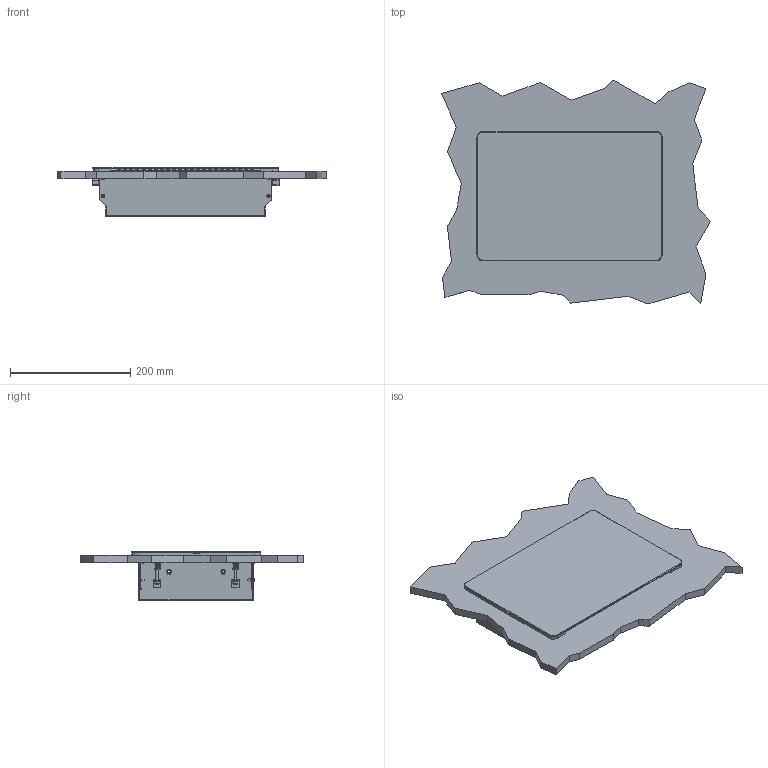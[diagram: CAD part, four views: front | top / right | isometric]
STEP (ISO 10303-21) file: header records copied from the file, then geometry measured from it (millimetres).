
FILE_DESCRIPTION(/* description */ (''),/* implementation_level */ '2;1');
FILE_NAME(/* name */ '2904067_3D.stp',/* time_stamp */ '2018-01-12T07:30:22+01:00',/* author */ ('haertel'),/* organization */ (''),/* preprocessor_version */ 'ST-DEVELOPER v16.5',/* originating_system */ 'Autodesk Inventor 2017',/* authorisation */ '');
FILE_SCHEMA (('AUTOMOTIVE_DESIGN { 1 0 10303 214 3 1 1 }'));
Products named in the file (36): 2904067_3D; Hohlwandplatte_P-7.0_3D; 2904067-Baugruppe-2_3D; Einputzrahmen_Version-3; Variante-2_Hohlwand-Einbaurahmen_1,5mm_P-PC-15_3D; KVT SO-M5-6; KVT FHL-M4-12 ; SHR S M4X50 DIN965; MU_M4_6KT_DIN985_3DSYM PART1; 1011232_3D; Zugentlastung_3D; Zugentlastung; HUG-6288-1496; DIN 466-Rändelmutter; Seitenblende-R; SHR S B2,9x6,5 DIN ISO 7050; Technoprofil-1610825; SHB_FCH_4,3_DIN6798_3DSYM; SHB_U_4_3_DIN125_3DSYM PART1; DIN 439 - M4; Festo-PUN-4x0,75; 2904067-Baugruppe-1_3D; Variante-2_Displayrahmen_P-PC-15_3D; Variante-2_Displayrahmen_P-PC-15_3D_1; BLINT 7337A 3,0x6-für 4mm Stärke_3Dsym; FHL_M3_15_3D; Frontplatte__P-PC-15; Frontplatte_Panel-PC; Touch-FP-DUMMY-Kleberahmen-ohne Innenteil; Touch-FP-DUMMY-Bedruckung; Abstandsrolle  ø3,4,ø6, L=7_3Dsym; MU_M3_6KT_DIN 985; Halteplatte10.1_3D; Halteplatte10.1_3D_1; -ETML1010G0DKAK0; 1011300_3D
Assembly tree (84 placements, depth 4):
  2904067_3D
    Hohlwandplatte_P-7.0_3D
    2904067-Baugruppe-2_3D
      Einputzrahmen_Version-3
        Variante-2_Hohlwand-Einbaurahmen_1,5mm_P-PC-15_3D
        KVT SO-M5-6  x4
        BLINT 7337A 3,0x6-für 4mm Stärke_3Dsym  x8
        KVT FHL-M4-12   x2
      SHR S M4X50 DIN965  x4
      SHB_U_4_3_DIN125_3DSYM PART1  x5
      MU_M4_6KT_DIN985_3DSYM PART1  x4
      1011232_3D  x4
      Zugentlastung_3D
        Zugentlastung
      HUG-6288-1496
      DIN 466-Rändelmutter
      Seitenblende-R  x2
      SHR S B2,9x6,5 DIN ISO 7050  x4
      Technoprofil-1610825
      SHB_FCH_4,3_DIN6798_3DSYM
      DIN 439 - M4
      Festo-PUN-4x0,75  x4
    2904067-Baugruppe-1_3D
      Variante-2_Displayrahmen_P-PC-15_3D
        Variante-2_Displayrahmen_P-PC-15_3D_1
        BLINT 7337A 3,0x6-für 4mm Stärke_3Dsym  x8
        FHL_M3_15_3D  x4
      Frontplatte__P-PC-15
        Frontplatte_Panel-PC
      Touch-FP-DUMMY-Kleberahmen-ohne Innenteil
      Touch-FP-DUMMY-Bedruckung
      Abstandsrolle  ø3,4,ø6, L=7_3Dsym  x4
      MU_M3_6KT_DIN 985  x4
      Halteplatte10.1_3D
        Halteplatte10.1_3D_1
      -ETML1010G0DKAK0
      1011300_3D  x2
Bounding box: 446.95 x 372.03 x 82.5 mm (x, y, z)
Volume: 1928017.7 mm3; surface area: 1536572.7 mm2
Topology: 116 solids, 116 shells, 4270 faces, 11328 edges, 7239 vertices
Faces by surface type: plane 3166, cylinder 691, cone 189, bspline 112, torus 96, sphere 16
Full cylindrical faces by diameter (mm): 0.25 x4, 1 x16, 2.459 x4, 2.5 x4, 2.7 x4, 2.9 x4, 3 x24, 3.1 x48, 3.242 x6, 3.4 x4, 3.422 x4, 3.5 x8, 3.571 x4, 3.6 x2, 3.65 x4, 4 x18, 4.134 x4, 4.3 x6, 4.6 x4, 4.65 x2, 5.5 x4, 6 x20, 6.599 x4, 7.12 x4, 7.2 x4, 8 x1, 8.4 x4, 8.5 x4, 9 x6, 10 x1
Entity records: 115351 total; most frequent: CARTESIAN_POINT 26725, ORIENTED_EDGE 18564, DIRECTION 17039, EDGE_CURVE 9282, LINE 7629, VECTOR 7629, VERTEX_POINT 6019, AXIS2_PLACEMENT_3D 4705
